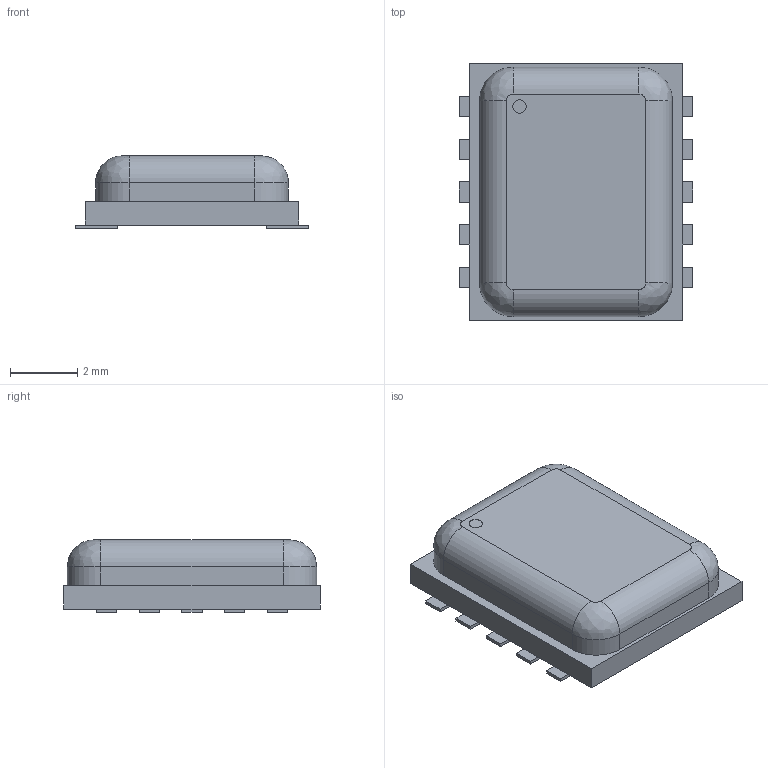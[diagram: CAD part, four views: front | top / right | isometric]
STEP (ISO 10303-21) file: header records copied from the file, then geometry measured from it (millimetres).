
FILE_DESCRIPTION (( 'STEP AP214' ), '1' );
FILE_NAME ('User Library-MCA1-12GL.STEP', '2019-01-09T15:51:26', ( '' ), ( '' ), 'SwSTEP 2.0', 'SolidWorks 2018', '' );
FILE_SCHEMA (( 'AUTOMOTIVE_DESIGN' ));
Length unit declared in the file: millimetre
Products named in the file (5): User Library-MCA1-12GL_MCA1_12GL; User Library-MCA1-12GL_MCA1_12GL001; User Library-MCA1-12GL_Fillet001; User Library-MCA1-12GL; User Library-MCA1-12GL_Fusion
Assembly tree (4 placements, depth 2):
  User Library-MCA1-12GL
    User Library-MCA1-12GL_Fusion
    User Library-MCA1-12GL_MCA1_12GL
    User Library-MCA1-12GL_Fillet001
    User Library-MCA1-12GL_MCA1_12GL001
Bounding box: 6.96 x 7.62 x 2.17 mm (x, y, z)
Volume: 88.2 mm3; surface area: 243.8 mm2
Topology: 13 solids, 13 shells, 88 faces, 178 edges, 116 vertices
Faces by surface type: plane 74, cylinder 10, bspline 4
Entity records: 3645 total; most frequent: CARTESIAN_POINT 557, DIRECTION 376, ORIENTED_EDGE 356, EDGE_CURVE 178, VECTOR 154, LINE 154, VERTEX_POINT 116, AXIS2_PLACEMENT_3D 111
